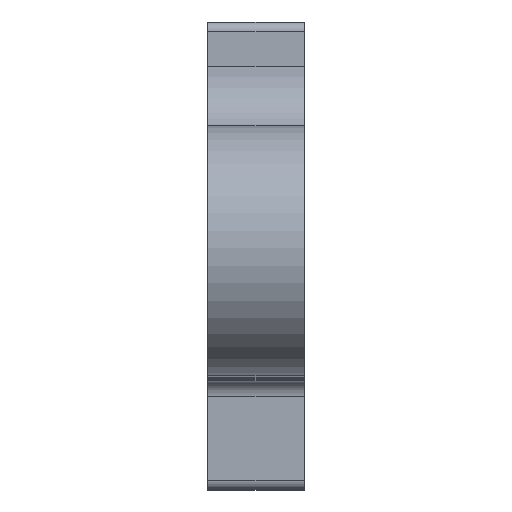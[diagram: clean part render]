
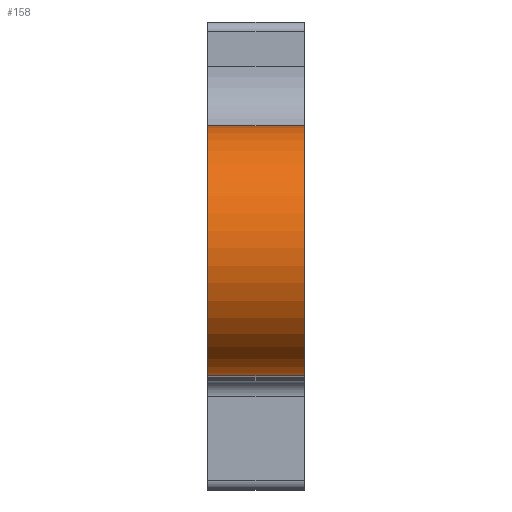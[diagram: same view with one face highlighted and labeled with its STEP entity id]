
A CAD part, top view. The second image highlights one B-rep face of the part: STEP entity #158.
In plain terms, the highlighted cylindrical face has radius 3.899 mm (diameter 7.798 mm), a partial arc.
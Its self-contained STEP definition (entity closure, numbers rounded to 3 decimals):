
#158=ADVANCED_FACE('',(#400),#4299,.T.);
#400=FACE_OUTER_BOUND('',#642,.T.);
#642=EDGE_LOOP('',(#1308,#1309,#1310,#1311));
#1308=ORIENTED_EDGE('',*,*,#2609,.T.);
#1309=ORIENTED_EDGE('',*,*,#2610,.T.);
#1310=ORIENTED_EDGE('',*,*,#2611,.F.);
#1311=ORIENTED_EDGE('',*,*,#2607,.F.);
#2607=EDGE_CURVE('',#3908,#3909,#3327,.T.);
#2609=EDGE_CURVE('',#3908,#3910,#3329,.T.);
#2610=EDGE_CURVE('',#3910,#3911,#3330,.T.);
#2611=EDGE_CURVE('',#3909,#3911,#3331,.T.);
#3327=(
BOUNDED_CURVE()
B_SPLINE_CURVE(1,(#6811,#6812),.UNSPECIFIED.,.F.,.F.)
B_SPLINE_CURVE_WITH_KNOTS((2,2),(0.,3.),.UNSPECIFIED.)
CURVE()
GEOMETRIC_REPRESENTATION_ITEM()
RATIONAL_B_SPLINE_CURVE((1.,1.))
REPRESENTATION_ITEM('')
);
#3329=(
BOUNDED_CURVE()
B_SPLINE_CURVE(2,(#6816,#6817,#6818,#6819,#6820),.UNSPECIFIED.,.F.,.F.)
B_SPLINE_CURVE_WITH_KNOTS((3,2,3),(-689.793,-683.668,
-677.544),.UNSPECIFIED.)
CURVE()
GEOMETRIC_REPRESENTATION_ITEM()
RATIONAL_B_SPLINE_CURVE((1.,0.707,1.,0.707,1.))
REPRESENTATION_ITEM('')
);
#3330=(
BOUNDED_CURVE()
B_SPLINE_CURVE(1,(#6821,#6822),.UNSPECIFIED.,.F.,.F.)
B_SPLINE_CURVE_WITH_KNOTS((2,2),(0.,3.),.UNSPECIFIED.)
CURVE()
GEOMETRIC_REPRESENTATION_ITEM()
RATIONAL_B_SPLINE_CURVE((1.,1.))
REPRESENTATION_ITEM('')
);
#3331=(
BOUNDED_CURVE()
B_SPLINE_CURVE(2,(#6823,#6824,#6825,#6826,#6827),.UNSPECIFIED.,.F.,.F.)
B_SPLINE_CURVE_WITH_KNOTS((3,2,3),(-689.793,-683.668,
-677.544),.UNSPECIFIED.)
CURVE()
GEOMETRIC_REPRESENTATION_ITEM()
RATIONAL_B_SPLINE_CURVE((1.,0.707,1.,0.707,1.))
REPRESENTATION_ITEM('')
);
#3908=VERTEX_POINT('',#5450);
#3909=VERTEX_POINT('',#5451);
#3910=VERTEX_POINT('',#5452);
#3911=VERTEX_POINT('',#5453);
#4299=CYLINDRICAL_SURFACE('',#4578,3.899);
#4578=AXIS2_PLACEMENT_3D('',#5068,#4823,$);
#4823=DIRECTION('',(1.,0.,0.));
#5068=CARTESIAN_POINT('',(46.5,107.002,79.072));
#5450=CARTESIAN_POINT('',(45.,110.901,79.072));
#5451=CARTESIAN_POINT('',(48.,110.901,79.072));
#5452=CARTESIAN_POINT('',(45.,103.103,79.072));
#5453=CARTESIAN_POINT('',(48.,103.103,79.072));
#6811=CARTESIAN_POINT('',(45.,110.901,79.072));
#6812=CARTESIAN_POINT('',(48.,110.901,79.072));
#6816=CARTESIAN_POINT('',(45.,110.901,79.072));
#6817=CARTESIAN_POINT('',(45.,110.901,82.971));
#6818=CARTESIAN_POINT('',(45.,107.002,82.971));
#6819=CARTESIAN_POINT('',(45.,103.103,82.971));
#6820=CARTESIAN_POINT('',(45.,103.103,79.072));
#6821=CARTESIAN_POINT('',(45.,103.103,79.072));
#6822=CARTESIAN_POINT('',(48.,103.103,79.072));
#6823=CARTESIAN_POINT('',(48.,110.901,79.072));
#6824=CARTESIAN_POINT('',(48.,110.901,82.971));
#6825=CARTESIAN_POINT('',(48.,107.002,82.971));
#6826=CARTESIAN_POINT('',(48.,103.103,82.971));
#6827=CARTESIAN_POINT('',(48.,103.103,79.072));
